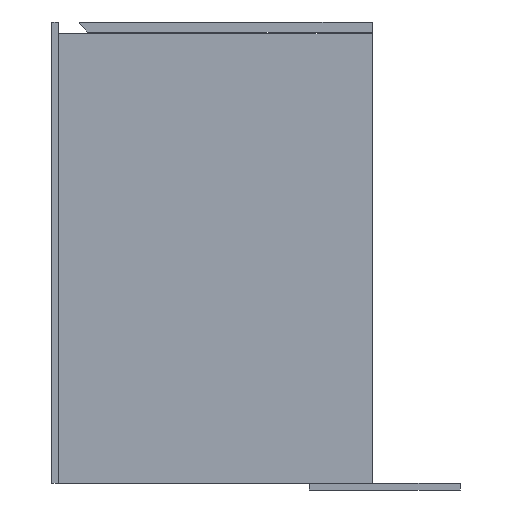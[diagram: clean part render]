
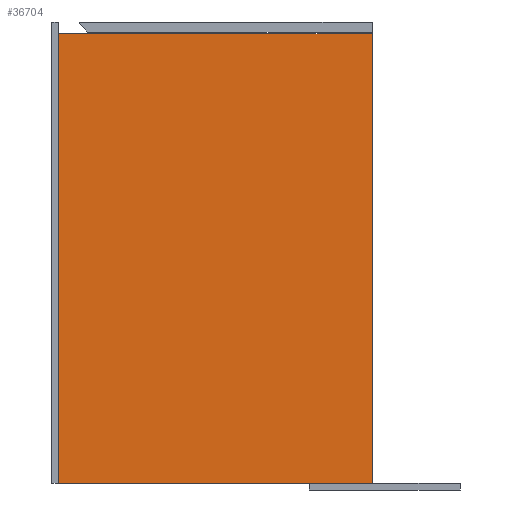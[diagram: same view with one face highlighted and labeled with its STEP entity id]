
A CAD part, left-side view. The second image highlights one B-rep face of the part: STEP entity #36704.
In plain terms, the highlighted planar face has unit normal (-1, 0, 0).
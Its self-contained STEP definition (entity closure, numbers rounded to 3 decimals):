
#2568 = VECTOR ( 'NONE', #11440, 1000. ) ;
#3248 = LINE ( 'NONE', #21236, #5599 ) ;
#4100 = FACE_OUTER_BOUND ( 'NONE', #37298, .T. ) ;
#5599 = VECTOR ( 'NONE', #39240, 1000. ) ;
#6157 = ORIENTED_EDGE ( 'NONE', *, *, #45029, .F. ) ;
#10350 = CARTESIAN_POINT ( 'NONE',  ( 2., 0., -550. ) ) ;
#10856 = AXIS2_PLACEMENT_3D ( 'NONE', #40088, #58093, #17660 ) ;
#11440 = DIRECTION ( 'NONE',  ( 0., -1., 0. ) ) ;
#12203 = EDGE_CURVE ( 'NONE', #55371, #18888, #50783, .T. ) ;
#12618 = VERTEX_POINT ( 'NONE', #19779 ) ;
#12858 = CARTESIAN_POINT ( 'NONE',  ( 2., 374., -550. ) ) ;
#15784 = EDGE_CURVE ( 'NONE', #45647, #55371, #33858, .T. ) ;
#17660 = DIRECTION ( 'NONE',  ( 0., 0., -1. ) ) ;
#18888 = VERTEX_POINT ( 'NONE', #47762 ) ;
#19779 = CARTESIAN_POINT ( 'NONE',  ( 2., 374., -14. ) ) ;
#21236 = CARTESIAN_POINT ( 'NONE',  ( 2., 910.337, -14. ) ) ;
#22084 = PLANE ( 'NONE',  #10856 ) ;
#24135 = EDGE_CURVE ( 'NONE', #45647, #12618, #53292, .T. ) ;
#28337 = DIRECTION ( 'NONE',  ( 0., 0., 1. ) ) ;
#28572 = ORIENTED_EDGE ( 'NONE', *, *, #12203, .T. ) ;
#29951 = CARTESIAN_POINT ( 'NONE',  ( 2., 0., -550. ) ) ;
#30851 = DIRECTION ( 'NONE',  ( 0., 0., 1. ) ) ;
#33580 = ORIENTED_EDGE ( 'NONE', *, *, #15784, .T. ) ;
#33858 = LINE ( 'NONE', #51871, #2568 ) ;
#36704 = ADVANCED_FACE ( 'NONE', ( #4100 ), #22084, .F. ) ;
#37298 = EDGE_LOOP ( 'NONE', ( #46515, #33580, #28572, #6157 ) ) ;
#39240 = DIRECTION ( 'NONE',  ( 0., -1., 0. ) ) ;
#40088 = CARTESIAN_POINT ( 'NONE',  ( 2., 910.337, -550. ) ) ;
#43135 = VECTOR ( 'NONE', #28337, 1000. ) ;
#45029 = EDGE_CURVE ( 'NONE', #12618, #18888, #3248, .T. ) ;
#45647 = VERTEX_POINT ( 'NONE', #48663 ) ;
#46515 = ORIENTED_EDGE ( 'NONE', *, *, #24135, .F. ) ;
#47762 = CARTESIAN_POINT ( 'NONE',  ( 2., 0., -14. ) ) ;
#48663 = CARTESIAN_POINT ( 'NONE',  ( 2., 374., -550. ) ) ;
#50783 = LINE ( 'NONE', #10350, #43135 ) ;
#51871 = CARTESIAN_POINT ( 'NONE',  ( 2., 910.337, -550. ) ) ;
#53292 = LINE ( 'NONE', #12858, #54373 ) ;
#54373 = VECTOR ( 'NONE', #30851, 1000. ) ;
#55371 = VERTEX_POINT ( 'NONE', #29951 ) ;
#58093 = DIRECTION ( 'NONE',  ( 1., 0., 0. ) ) ;
